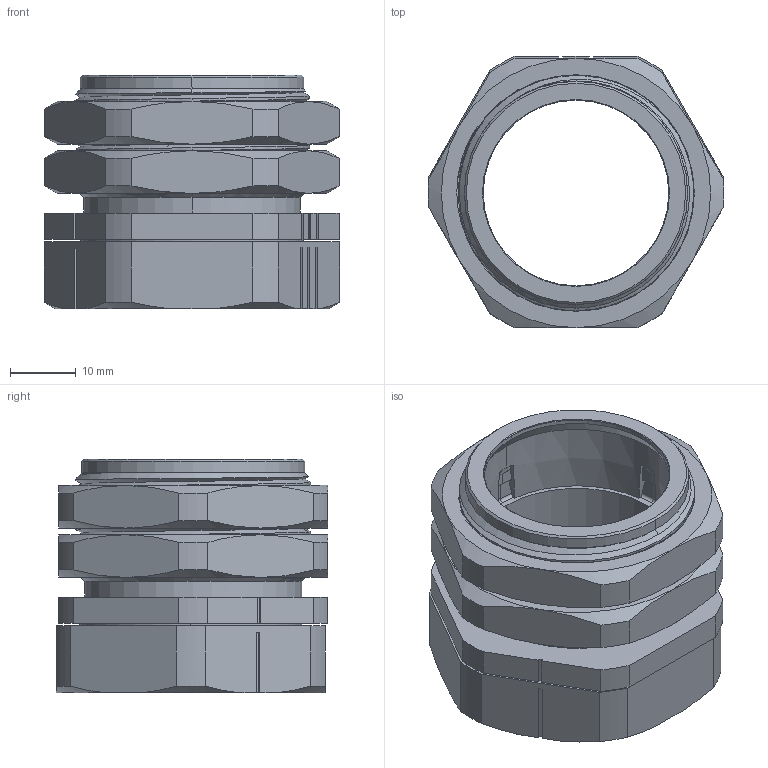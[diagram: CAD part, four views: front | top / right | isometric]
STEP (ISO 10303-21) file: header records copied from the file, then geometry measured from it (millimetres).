
FILE_DESCRIPTION((''),'2;1');
FILE_NAME('CAD-7109_SW0001','2021-01-13T10:17:52',('creinig-se'),(''),'CREO PARAMETRIC BY PTC INC, 2019292','CREO PARAMETRIC BY PTC INC, 2019292','');
FILE_SCHEMA(('CONFIG_CONTROL_DESIGN','SHAPE_APPEARANCE_LAYERS_GROUPS'));
Length unit declared in the file: millimetre
Products named in the file (1): CAD-7109_SW0001
Bounding box: 45 x 41.38 x 35.57 mm (x, y, z)
Volume: 20167.1 mm3; surface area: 18750.3 mm2
Topology: 1 solids, 1 shells, 291 faces, 825 edges, 551 vertices
Faces by surface type: plane 110, cylinder 93, cone 60, bspline 16, torus 12
Entity records: 17793 total; most frequent: CARTESIAN_POINT 8360, ORIENTED_EDGE 1644, DIRECTION 1389, EDGE_CURVE 822, VERTEX_POINT 545, AXIS2_PLACEMENT_3D 523, VECTOR 343, LINE 343
